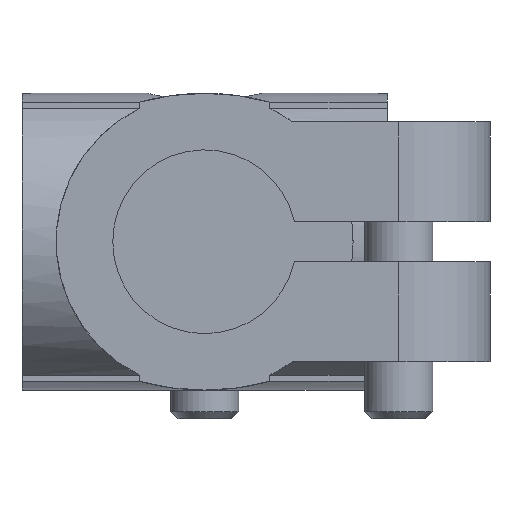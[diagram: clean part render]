
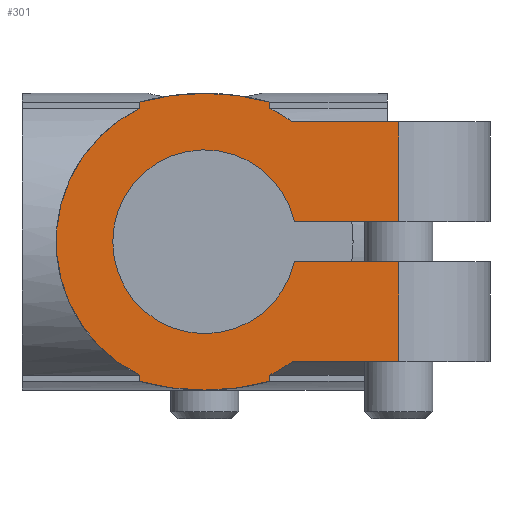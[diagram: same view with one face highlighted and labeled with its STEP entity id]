
A CAD part, front view. The second image highlights one B-rep face of the part: STEP entity #301.
In plain terms, the highlighted planar face has unit normal (0, -1, 0).
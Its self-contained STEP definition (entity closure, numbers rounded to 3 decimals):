
#301 = ADVANCED_FACE( '', ( #736 ), #737, .F. );
#736 = FACE_OUTER_BOUND( '', #1321, .T. );
#737 = PLANE( '', #1322 );
#1321 = EDGE_LOOP( '', ( #2139, #2140, #2141, #2142, #2143, #2144, #2145, #2146, #2147, #2148, #2149, #2150, #2151, #2152, #2153, #2154 ) );
#1322 = AXIS2_PLACEMENT_3D( '', #2155, #2156, #2157 );
#2139 = ORIENTED_EDGE( '', *, *, #3268, .T. );
#2140 = ORIENTED_EDGE( '', *, *, #3406, .T. );
#2141 = ORIENTED_EDGE( '', *, *, #3407, .T. );
#2142 = ORIENTED_EDGE( '', *, *, #3408, .F. );
#2143 = ORIENTED_EDGE( '', *, *, #3409, .F. );
#2144 = ORIENTED_EDGE( '', *, *, #3410, .F. );
#2145 = ORIENTED_EDGE( '', *, *, #3411, .F. );
#2146 = ORIENTED_EDGE( '', *, *, #3412, .F. );
#2147 = ORIENTED_EDGE( '', *, *, #3413, .F. );
#2148 = ORIENTED_EDGE( '', *, *, #3414, .F. );
#2149 = ORIENTED_EDGE( '', *, *, #3415, .F. );
#2150 = ORIENTED_EDGE( '', *, *, #3416, .F. );
#2151 = ORIENTED_EDGE( '', *, *, #3417, .F. );
#2152 = ORIENTED_EDGE( '', *, *, #3418, .F. );
#2153 = ORIENTED_EDGE( '', *, *, #3419, .T. );
#2154 = ORIENTED_EDGE( '', *, *, #3316, .F. );
#2155 = CARTESIAN_POINT( '', ( 0., 0., 0. ) );
#2156 = DIRECTION( '', ( 0., 1., 0. ) );
#2157 = DIRECTION( '', ( 0., 0., 1. ) );
#3268 = EDGE_CURVE( '', #3876, #3874, #3877, .T. );
#3316 = EDGE_CURVE( '', #3876, #3958, #3959, .T. );
#3406 = EDGE_CURVE( '', #3874, #4104, #4105, .T. );
#3407 = EDGE_CURVE( '', #4104, #4106, #4107, .T. );
#3408 = EDGE_CURVE( '', #4108, #4106, #4109, .T. );
#3409 = EDGE_CURVE( '', #4110, #4108, #4111, .T. );
#3410 = EDGE_CURVE( '', #4112, #4110, #4113, .T. );
#3411 = EDGE_CURVE( '', #4114, #4112, #4115, .T. );
#3412 = EDGE_CURVE( '', #4116, #4114, #4117, .T. );
#3413 = EDGE_CURVE( '', #4118, #4116, #4119, .T. );
#3414 = EDGE_CURVE( '', #4120, #4118, #4121, .T. );
#3415 = EDGE_CURVE( '', #4122, #4120, #4123, .T. );
#3416 = EDGE_CURVE( '', #4124, #4122, #4125, .T. );
#3417 = EDGE_CURVE( '', #4126, #4124, #4127, .T. );
#3418 = EDGE_CURVE( '', #4128, #4126, #4129, .T. );
#3419 = EDGE_CURVE( '', #4128, #3958, #4130, .T. );
#3874 = VERTEX_POINT( '', #4759 );
#3876 = VERTEX_POINT( '', #4762 );
#3877 = LINE( '', #4763, #4764 );
#3958 = VERTEX_POINT( '', #4888 );
#3959 = LINE( '', #4889, #4890 );
#4104 = VERTEX_POINT( '', #5096 );
#4105 = CIRCLE( '', #5097, 8.05 );
#4106 = VERTEX_POINT( '', #5098 );
#4107 = LINE( '', #5099, #5100 );
#4108 = VERTEX_POINT( '', #5101 );
#4109 = LINE( '', #5102, #5103 );
#4110 = VERTEX_POINT( '', #5104 );
#4111 = LINE( '', #5105, #5106 );
#4112 = VERTEX_POINT( '', #5107 );
#4113 = CIRCLE( '', #5108, 13. );
#4114 = VERTEX_POINT( '', #5109 );
#4115 = LINE( '', #5110, #5111 );
#4116 = VERTEX_POINT( '', #5112 );
#4117 = CIRCLE( '', #5113, 21.5 );
#4118 = VERTEX_POINT( '', #5114 );
#4119 = LINE( '', #5115, #5116 );
#4120 = VERTEX_POINT( '', #5117 );
#4121 = CIRCLE( '', #5118, 13. );
#4122 = VERTEX_POINT( '', #5119 );
#4123 = LINE( '', #5120, #5121 );
#4124 = VERTEX_POINT( '', #5122 );
#4125 = CIRCLE( '', #5123, 21.5 );
#4126 = VERTEX_POINT( '', #5124 );
#4127 = LINE( '', #5125, #5126 );
#4128 = VERTEX_POINT( '', #5127 );
#4129 = CIRCLE( '', #5128, 13. );
#4130 = LINE( '', #5129, #5130 );
#4759 = CARTESIAN_POINT( '', ( 7.857, 0., -1.75 ) );
#4762 = CARTESIAN_POINT( '', ( 17., 0., -1.75 ) );
#4763 = CARTESIAN_POINT( '', ( 25., 0., -1.75 ) );
#4764 = VECTOR( '', #5852, 1000. );
#4888 = CARTESIAN_POINT( '', ( 17., 0., -10.5 ) );
#4889 = CARTESIAN_POINT( '', ( 17., 0., 10.5 ) );
#4890 = VECTOR( '', #5900, 1000. );
#5096 = CARTESIAN_POINT( '', ( 7.857, 0., 1.75 ) );
#5097 = AXIS2_PLACEMENT_3D( '', #6012, #6013, #6014 );
#5098 = CARTESIAN_POINT( '', ( 17., 0., 1.75 ) );
#5099 = CARTESIAN_POINT( '', ( 7.857, 0., 1.75 ) );
#5100 = VECTOR( '', #6015, 1000. );
#5101 = CARTESIAN_POINT( '', ( 17., 0., 10.5 ) );
#5102 = CARTESIAN_POINT( '', ( 17., 0., 10.5 ) );
#5103 = VECTOR( '', #6016, 1000. );
#5104 = CARTESIAN_POINT( '', ( 7.665, 0., 10.5 ) );
#5105 = CARTESIAN_POINT( '', ( 0., 0., 10.5 ) );
#5106 = VECTOR( '', #6017, 1000. );
#5107 = CARTESIAN_POINT( '', ( 5.7, 0., 11.684 ) );
#5108 = AXIS2_PLACEMENT_3D( '', #6018, #6019, #6020 );
#5109 = CARTESIAN_POINT( '', ( 5.7, 0., 12.231 ) );
#5110 = CARTESIAN_POINT( '', ( 5.7, 0., 12.231 ) );
#5111 = VECTOR( '', #6021, 1000. );
#5112 = CARTESIAN_POINT( '', ( -5.7, 0., 12.231 ) );
#5113 = AXIS2_PLACEMENT_3D( '', #6022, #6023, #6024 );
#5114 = CARTESIAN_POINT( '', ( -5.7, 0., 11.684 ) );
#5115 = CARTESIAN_POINT( '', ( -5.7, 0., -12.231 ) );
#5116 = VECTOR( '', #6025, 1000. );
#5117 = CARTESIAN_POINT( '', ( -5.7, 0., -11.684 ) );
#5118 = AXIS2_PLACEMENT_3D( '', #6026, #6027, #6028 );
#5119 = CARTESIAN_POINT( '', ( -5.7, 0., -12.231 ) );
#5120 = CARTESIAN_POINT( '', ( -5.7, 0., -12.231 ) );
#5121 = VECTOR( '', #6029, 1000. );
#5122 = CARTESIAN_POINT( '', ( 5.7, 0., -12.231 ) );
#5123 = AXIS2_PLACEMENT_3D( '', #6030, #6031, #6032 );
#5124 = CARTESIAN_POINT( '', ( 5.7, 0., -11.684 ) );
#5125 = CARTESIAN_POINT( '', ( 5.7, 0., 12.231 ) );
#5126 = VECTOR( '', #6033, 1000. );
#5127 = CARTESIAN_POINT( '', ( 7.665, 0., -10.5 ) );
#5128 = AXIS2_PLACEMENT_3D( '', #6034, #6035, #6036 );
#5129 = CARTESIAN_POINT( '', ( 0., 0., -10.5 ) );
#5130 = VECTOR( '', #6037, 1000. );
#5852 = DIRECTION( '', ( -1., 0., 0. ) );
#5900 = DIRECTION( '', ( 0., 0., -1. ) );
#6012 = CARTESIAN_POINT( '', ( 0., 0., 0. ) );
#6013 = DIRECTION( '', ( 0., 1., 0. ) );
#6014 = DIRECTION( '', ( 1., 0., 0. ) );
#6015 = DIRECTION( '', ( 1., 0., 0. ) );
#6016 = DIRECTION( '', ( 0., 0., -1. ) );
#6017 = DIRECTION( '', ( 1., 0., 0. ) );
#6018 = CARTESIAN_POINT( '', ( 0., 0., 0. ) );
#6019 = DIRECTION( '', ( 0., 1., 0. ) );
#6020 = DIRECTION( '', ( 1., 0., 0. ) );
#6021 = DIRECTION( '', ( 0., 0., -1. ) );
#6022 = CARTESIAN_POINT( '', ( 0., 0., -8.5 ) );
#6023 = DIRECTION( '', ( 0., 1., 0. ) );
#6024 = DIRECTION( '', ( 1., 0., 0. ) );
#6025 = DIRECTION( '', ( 0., 0., 1. ) );
#6026 = CARTESIAN_POINT( '', ( 0., 0., 0. ) );
#6027 = DIRECTION( '', ( 0., 1., 0. ) );
#6028 = DIRECTION( '', ( 1., 0., 0. ) );
#6029 = DIRECTION( '', ( 0., 0., 1. ) );
#6030 = CARTESIAN_POINT( '', ( 0., 0., 8.5 ) );
#6031 = DIRECTION( '', ( 0., 1., 0. ) );
#6032 = DIRECTION( '', ( 1., 0., 0. ) );
#6033 = DIRECTION( '', ( 0., 0., -1. ) );
#6034 = CARTESIAN_POINT( '', ( 0., 0., 0. ) );
#6035 = DIRECTION( '', ( 0., 1., 0. ) );
#6036 = DIRECTION( '', ( 1., 0., 0. ) );
#6037 = DIRECTION( '', ( 1., 0., 0. ) );
